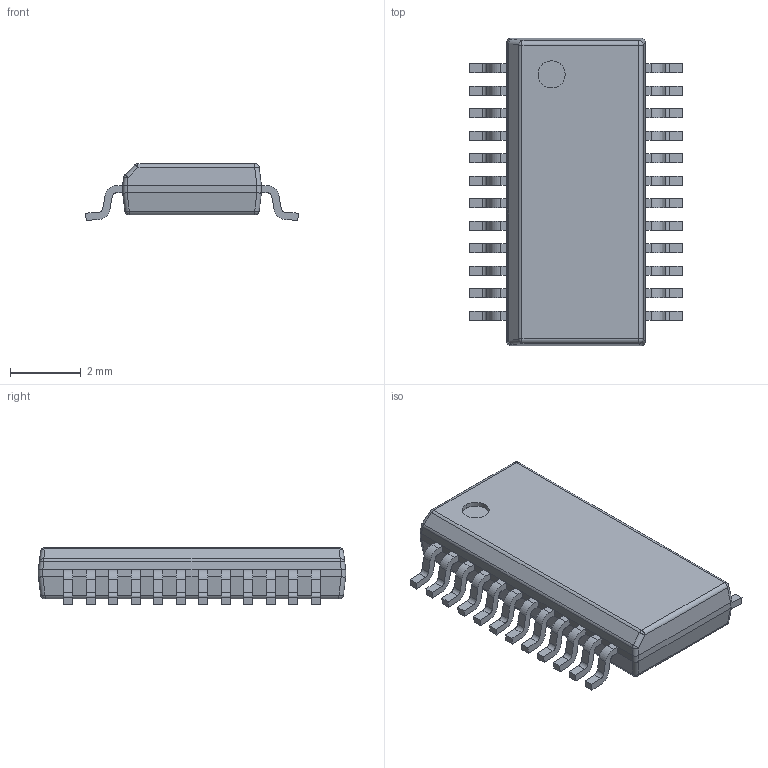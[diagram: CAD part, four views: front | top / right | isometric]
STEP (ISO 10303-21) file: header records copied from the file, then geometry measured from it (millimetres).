
FILE_DESCRIPTION((''),'2;1');
FILE_NAME('MQA24_ASM','2019-06-26T08:46:39',('a0412086'),(''),'CREO PARAMETRIC BY PTC INC, 2018020','CREO PARAMETRIC BY PTC INC, 2018020','');
FILE_SCHEMA(('AUTOMOTIVE_DESIGN { 1 0 10303 214 1 1 1 1 }'));
Length unit declared in the file: inch
Products named in the file (3): MQA24_BODY; MQA24_LEAD; MQA24_ASM
Assembly tree (25 placements, depth 2):
  MQA24_ASM
    MQA24_BODY
    MQA24_LEAD  x24
Bounding box: 5.99 x 8.66 x 1.6 mm (x, y, z)
Volume: 49.1 mm3; surface area: 133.2 mm2
Topology: 25 solids, 25 shells, 387 faces, 970 edges, 626 vertices
Faces by surface type: plane 256, cylinder 121, sphere 10
Entity records: 2584 total; most frequent: CARTESIAN_POINT 387, DIRECTION 354, ORIENTED_EDGE 268, PRESENTATION_STYLE_ASSIGNMENT 136, STYLED_ITEM 136, AXIS2_PLACEMENT_3D 135, CURVE_STYLE 134, EDGE_CURVE 134
